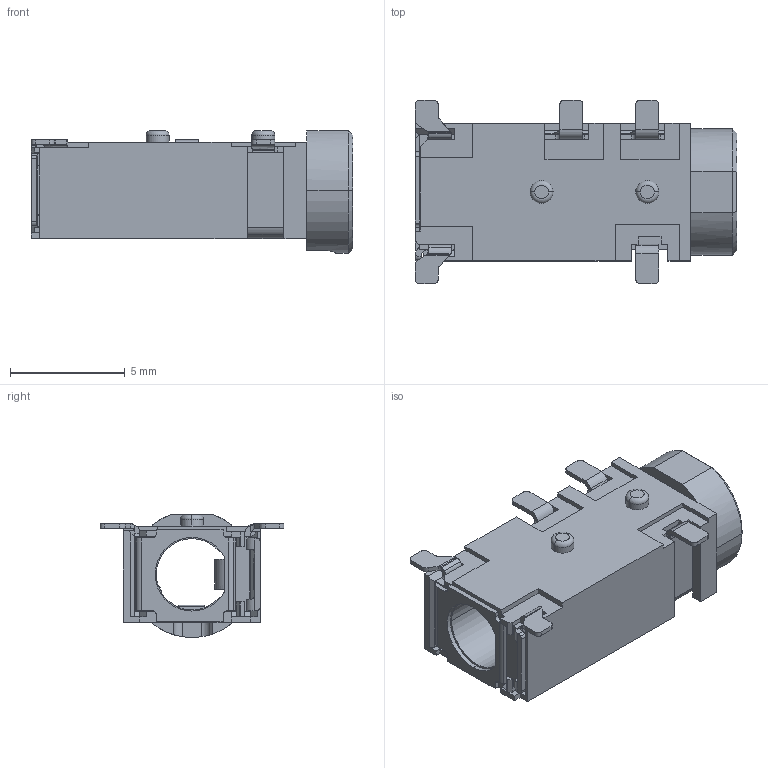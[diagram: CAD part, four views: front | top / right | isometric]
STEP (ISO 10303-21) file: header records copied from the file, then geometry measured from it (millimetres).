
FILE_DESCRIPTION (( 'STEP AP214' ), '1' );
FILE_NAME ('CUI_DEVICES_SJ2-35364B-SMT-TR.step', '2019-10-20T22:59:56', ( '' ), ( '' ), 'SwSTEP 2.0', 'SolidWorks 2019', '' );
FILE_SCHEMA (( 'AUTOMOTIVE_DESIGN' ));
Length unit declared in the file: inch
Products named in the file (1): CUI_DEVICES_SJ2-35364B-SMT-TR
Bounding box: 14 x 8 x 5.35 mm (x, y, z)
Volume: 193.7 mm3; surface area: 634.8 mm2
Topology: 1 solids, 3 shells, 554 faces, 1622 edges, 1064 vertices
Faces by surface type: plane 350, cylinder 178, bspline 8, torus 7, cone 7, sphere 4
Entity records: 25826 total; most frequent: CARTESIAN_POINT 4098, ORIENTED_EDGE 3224, DIRECTION 2829, EDGE_CURVE 1612, VECTOR 1127, LINE 1127, VERTEX_POINT 1058, AXIS2_PLACEMENT_3D 851
